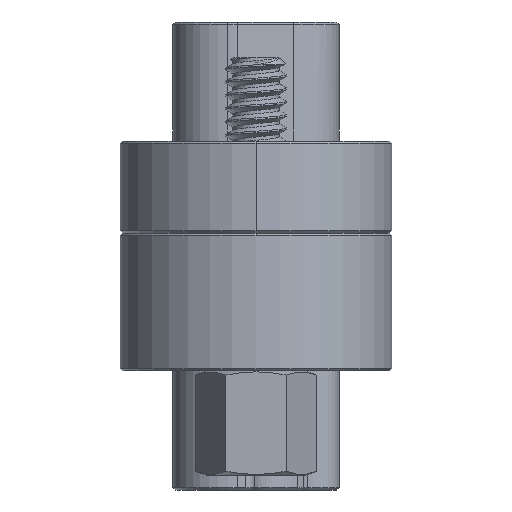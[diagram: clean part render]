
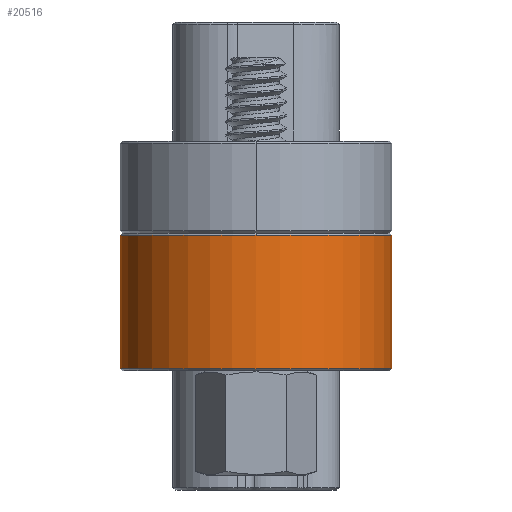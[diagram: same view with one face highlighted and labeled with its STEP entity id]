
A CAD part, left-side view. The second image highlights one B-rep face of the part: STEP entity #20516.
In plain terms, the highlighted cylindrical face has radius 6.5 mm (diameter 13 mm), a partial arc.
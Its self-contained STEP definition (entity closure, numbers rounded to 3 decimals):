
#256 = LINE ( 'NONE', #2562, #24025 ) ;
#823 = VERTEX_POINT ( 'NONE', #12612 ) ;
#2562 = CARTESIAN_POINT ( 'NONE',  ( -13.5, 6.5, -6.6 ) ) ;
#3385 = CIRCLE ( 'NONE', #25969, 6.5 ) ;
#4106 = DIRECTION ( 'NONE',  ( 1., 0., 0. ) ) ;
#4316 = ORIENTED_EDGE ( 'NONE', *, *, #18207, .T. ) ;
#4544 = AXIS2_PLACEMENT_3D ( 'NONE', #16593, #6751, #4106 ) ;
#5533 = DIRECTION ( 'NONE',  ( 0., 0., 1. ) ) ;
#6751 = DIRECTION ( 'NONE',  ( 0., 0., -1. ) ) ;
#7962 = CARTESIAN_POINT ( 'NONE',  ( -13.5, 6.5, -0.1 ) ) ;
#10763 = DIRECTION ( 'NONE',  ( 1., 0., 0. ) ) ;
#11387 = CARTESIAN_POINT ( 'NONE',  ( -20., 0., -0.1 ) ) ;
#12023 = VERTEX_POINT ( 'NONE', #11387 ) ;
#12567 = CARTESIAN_POINT ( 'NONE',  ( -13.5, 0., -0.1 ) ) ;
#12612 = CARTESIAN_POINT ( 'NONE',  ( -13.5, 6.5, -6.5 ) ) ;
#13198 = FACE_OUTER_BOUND ( 'NONE', #20221, .T. ) ;
#13491 = DIRECTION ( 'NONE',  ( 0., 0., 1. ) ) ;
#13862 = ORIENTED_EDGE ( 'NONE', *, *, #22775, .T. ) ;
#15940 = CARTESIAN_POINT ( 'NONE',  ( -13.5, 0., -6.5 ) ) ;
#16026 = LINE ( 'NONE', #26075, #23936 ) ;
#16593 = CARTESIAN_POINT ( 'NONE',  ( -13.5, 0., -0.1 ) ) ;
#17484 = CARTESIAN_POINT ( 'NONE',  ( -13.5, -6.5, -6.5 ) ) ;
#17791 = DIRECTION ( 'NONE',  ( 0., 0., -1. ) ) ;
#17939 = EDGE_CURVE ( 'NONE', #12023, #22140, #3385, .T. ) ;
#17947 = CYLINDRICAL_SURFACE ( 'NONE', #22847, 6.5 ) ;
#18207 = EDGE_CURVE ( 'NONE', #823, #29268, #29696, .T. ) ;
#20060 = CARTESIAN_POINT ( 'NONE',  ( -13.5, -6.5, -0.1 ) ) ;
#20221 = EDGE_LOOP ( 'NONE', ( #23708, #4316, #30452, #13862, #23319 ) ) ;
#20516 = ADVANCED_FACE ( 'NONE', ( #13198 ), #17947, .T. ) ;
#21907 = EDGE_CURVE ( 'NONE', #29268, #30311, #16026, .T. ) ;
#22140 = VERTEX_POINT ( 'NONE', #7962 ) ;
#22764 = DIRECTION ( 'NONE',  ( 0., 0., 1. ) ) ;
#22775 = EDGE_CURVE ( 'NONE', #30311, #12023, #24492, .T. ) ;
#22847 = AXIS2_PLACEMENT_3D ( 'NONE', #27848, #23208, #10763 ) ;
#23208 = DIRECTION ( 'NONE',  ( 0., 0., 1. ) ) ;
#23319 = ORIENTED_EDGE ( 'NONE', *, *, #17939, .T. ) ;
#23345 = DIRECTION ( 'NONE',  ( 1., 0., 0. ) ) ;
#23500 = DIRECTION ( 'NONE',  ( 1., 0., 0. ) ) ;
#23708 = ORIENTED_EDGE ( 'NONE', *, *, #24157, .F. ) ;
#23936 = VECTOR ( 'NONE', #5533, 1000. ) ;
#24025 = VECTOR ( 'NONE', #22764, 1000. ) ;
#24157 = EDGE_CURVE ( 'NONE', #823, #22140, #256, .T. ) ;
#24492 = CIRCLE ( 'NONE', #4544, 6.5 ) ;
#25969 = AXIS2_PLACEMENT_3D ( 'NONE', #12567, #17791, #23345 ) ;
#26075 = CARTESIAN_POINT ( 'NONE',  ( -13.5, -6.5, -6.6 ) ) ;
#27048 = AXIS2_PLACEMENT_3D ( 'NONE', #15940, #13491, #23500 ) ;
#27848 = CARTESIAN_POINT ( 'NONE',  ( -13.5, 0., -6.6 ) ) ;
#29268 = VERTEX_POINT ( 'NONE', #17484 ) ;
#29696 = CIRCLE ( 'NONE', #27048, 6.5 ) ;
#30311 = VERTEX_POINT ( 'NONE', #20060 ) ;
#30452 = ORIENTED_EDGE ( 'NONE', *, *, #21907, .T. ) ;
